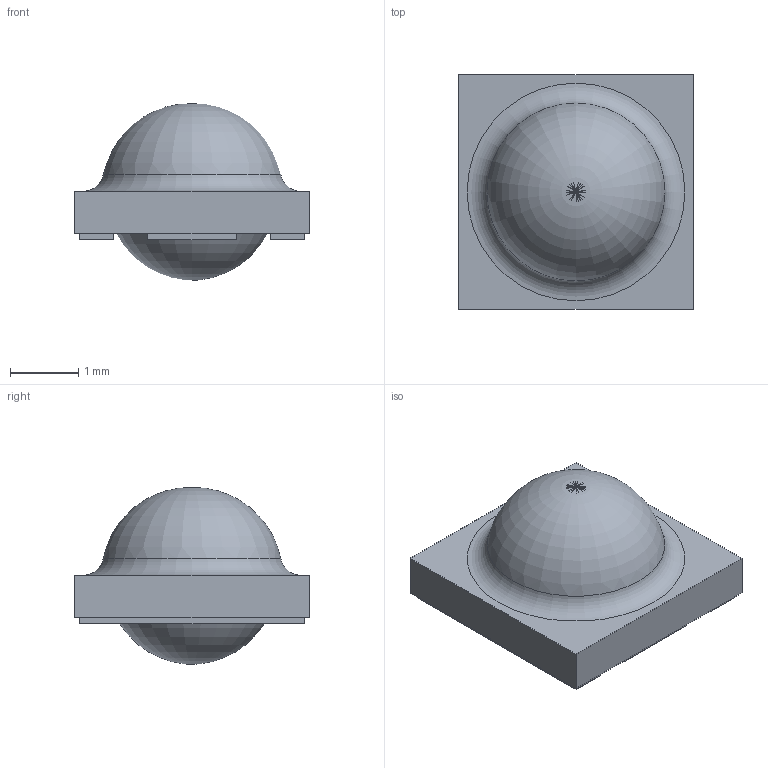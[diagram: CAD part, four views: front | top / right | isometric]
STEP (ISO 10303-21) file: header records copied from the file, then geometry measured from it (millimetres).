
FILE_DESCRIPTION(/* description */ ('Unknown'),/* implementation_level */ '2;1');
FILE_NAME(/* name */ 'D_Wurth_WL-SMDC-Horticulture-3535',/* time_stamp */ '2024-11-19T11:28:24+08:00',/* author */ ('Unknown'),/* organization */ ('Unknown'),/* preprocessor_version */ 'ST-DEVELOPER v16.7',/* originating_system */ 'Solid Edge',/* authorisation */ 'Unknown');
FILE_SCHEMA (('AUTOMOTIVE_DESIGN {1 0 10303 214 3 1 1}'));
Length unit declared in the file: millimetre
Products named in the file (2): D_Wurth_WL-SMDC-Horticulture-3535
Assembly tree (1 placements, depth 2):
  D_Wurth_WL-SMDC-Horticulture-3535
    D_Wurth_WL-SMDC-Horticulture-3535
Bounding box: 3.45 x 3.45 x 2.6 mm (x, y, z)
Volume: 4.3 mm3; surface area: 59.6 mm2
Topology: 1 solids, 1 shells, 27 faces, 67 edges, 45 vertices
Faces by surface type: plane 25, torus 2
Entity records: 992 total; most frequent: CARTESIAN_POINT 134, ORIENTED_EDGE 124, DIRECTION 122, EDGE_CURVE 62, LINE 60, VECTOR 60, VERTEX_POINT 43, FACE_BOUND 33
